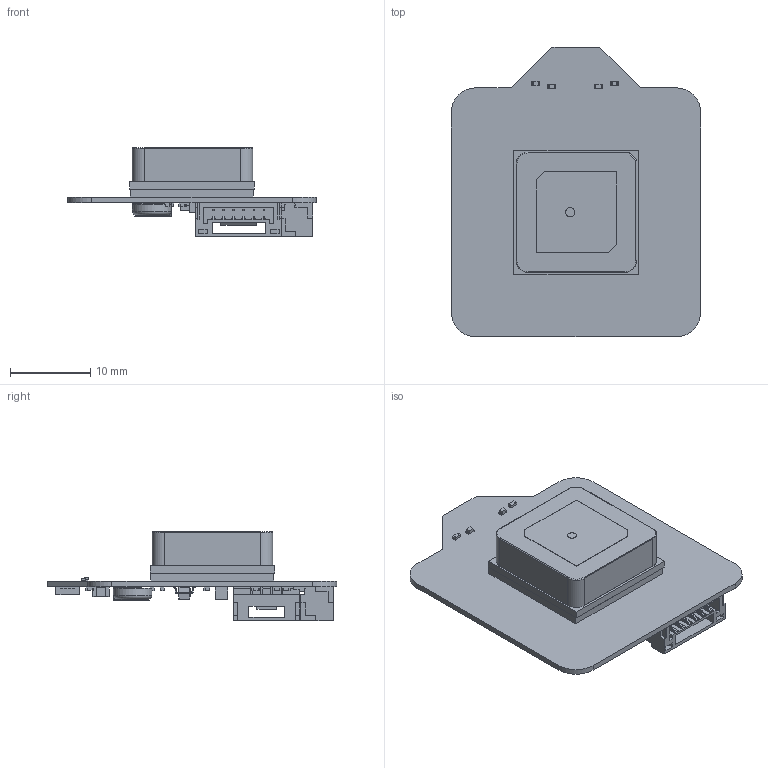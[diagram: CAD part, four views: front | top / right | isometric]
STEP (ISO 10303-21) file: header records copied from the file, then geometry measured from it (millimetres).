
FILE_DESCRIPTION(/* description */ ('STEP AP242','CAx-IF Rec.Pracs.---Representation and Presentation of Product Manufacturing Information (PMI)---4.0---2014-10-13','CAx-IF Rec.Pracs.---3D Tessellated Geometry---0.4---2014-09-14','2;1'),/* implementation_level */ '2;1');
FILE_NAME(/* name */ '690114e4c5b7ec69478e08cb',/* time_stamp */ '2025-10-28T19:09:25Z',/* author */ (''),/* organization */ (''),/* preprocessor_version */ 'ST-DEVELOPER v20',/* originating_system */ 'ONSHAPE BY PTC INC, 1.205',/* authorisation */ ' ');
FILE_SCHEMA (('AP242_MANAGED_MODEL_BASED_3D_ENGINEERING_MIM_LF { 1 0 10303 442 1 1 4 }'));
Length unit declared in the file: metre
Products named in the file (1): M10038_GPS_SAM_S_pub
Bounding box: 31 x 36.07 x 11.13 mm (x, y, z)
Volume: 2243.5 mm3; surface area: 3496.9 mm2
Topology: 1 solids, 2 shells, 1324 faces, 3737 edges, 2464 vertices
Faces by surface type: plane 1024, cylinder 292, torus 8
Full cylindrical faces by diameter (mm): 0.35 x1, 1.143 x1, 4.8 x1
Entity records: 46123 total; most frequent: CARTESIAN_POINT 7541, ORIENTED_EDGE 7460, DIRECTION 6962, EDGE_CURVE 3730, LINE 3132, VECTOR 3132, VERTEX_POINT 2462, AXIS2_PLACEMENT_3D 1915
